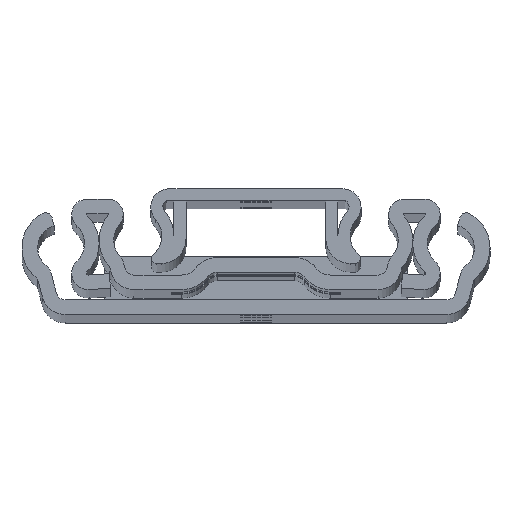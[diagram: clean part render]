
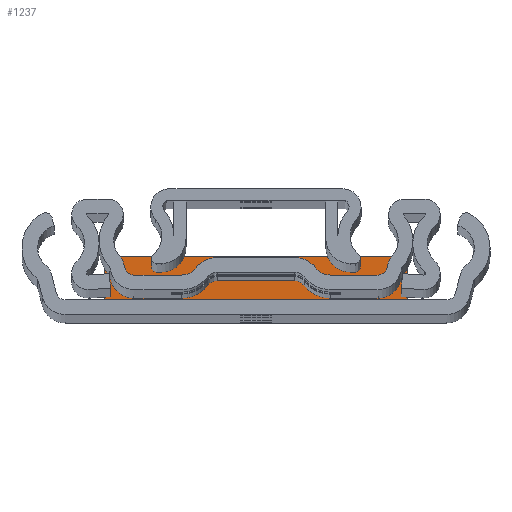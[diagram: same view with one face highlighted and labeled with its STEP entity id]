
A CAD part, top view. The second image highlights one B-rep face of the part: STEP entity #1237.
In plain terms, the highlighted planar face has unit normal (0, 0, 1).
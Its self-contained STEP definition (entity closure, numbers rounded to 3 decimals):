
#1056 = ORIENTED_EDGE ( 'NONE', *, *, #1341, .T. ) ;
#1057 = ORIENTED_EDGE ( 'NONE', *, *, #1340, .F. ) ;
#1058 = ORIENTED_EDGE ( 'NONE', *, *, #1337, .T. ) ;
#1059 = ORIENTED_EDGE ( 'NONE', *, *, #1342, .T. ) ;
#1237 = ADVANCED_FACE ( 'NONE', ( #7441 ), #6541, .F. ) ;
#1337 = EDGE_CURVE ( 'NONE', #11753, #11750, #8568, .T. ) ;
#1340 = EDGE_CURVE ( 'NONE', #11753, #11756, #8575, .T. ) ;
#1341 = EDGE_CURVE ( 'NONE', #11746, #11756, #8577, .T. ) ;
#1342 = EDGE_CURVE ( 'NONE', #11750, #11746, #8579, .T. ) ;
#1894 = EDGE_LOOP ( 'NONE', ( #1056, #1057, #1058, #1059 ) ) ;
#5021 = AXIS2_PLACEMENT_3D ( 'NONE', #6503, #6553, #6554 ) ;
#6503 = CARTESIAN_POINT ( 'NONE',  ( 25., 11., -404. ) ) ;
#6541 = PLANE ( 'NONE',  #5021 ) ;
#6553 = DIRECTION ( 'NONE',  ( 0., 0., -1. ) ) ;
#6554 = DIRECTION ( 'NONE',  ( -1., 0., 0. ) ) ;
#7441 = FACE_OUTER_BOUND ( 'NONE', #1894, .T. ) ;
#8568 = LINE ( 'NONE', #9252, #8570 ) ;
#8570 = VECTOR ( 'NONE', #9263, 1000. ) ;
#8575 = LINE ( 'NONE', #9268, #8576 ) ;
#8576 = VECTOR ( 'NONE', #9269, 1000. ) ;
#8577 = LINE ( 'NONE', #9270, #8578 ) ;
#8578 = VECTOR ( 'NONE', #9271, 1000. ) ;
#8579 = LINE ( 'NONE', #9272, #8580 ) ;
#8580 = VECTOR ( 'NONE', #9273, 1000. ) ;
#9252 = CARTESIAN_POINT ( 'NONE',  ( 25., -19.3, -404. ) ) ;
#9263 = DIRECTION ( 'NONE',  ( 0., 1., 0. ) ) ;
#9268 = CARTESIAN_POINT ( 'NONE',  ( 31.434, 2.4, -404. ) ) ;
#9269 = DIRECTION ( 'NONE',  ( -1., 0., 0. ) ) ;
#9270 = CARTESIAN_POINT ( 'NONE',  ( -25., -19.3, -404. ) ) ;
#9271 = DIRECTION ( 'NONE',  ( 0., -1., 0. ) ) ;
#9272 = CARTESIAN_POINT ( 'NONE',  ( -25., 11., -404. ) ) ;
#9273 = DIRECTION ( 'NONE',  ( -1., 0., 0. ) ) ;
#10603 = CARTESIAN_POINT ( 'NONE',  ( -25., 11., -404. ) ) ;
#10607 = CARTESIAN_POINT ( 'NONE',  ( 25., 11., -404. ) ) ;
#10610 = CARTESIAN_POINT ( 'NONE',  ( 25., 2.4, -404. ) ) ;
#10613 = CARTESIAN_POINT ( 'NONE',  ( -25., 2.4, -404. ) ) ;
#11746 = VERTEX_POINT ( 'NONE', #10603 ) ;
#11750 = VERTEX_POINT ( 'NONE', #10607 ) ;
#11753 = VERTEX_POINT ( 'NONE', #10610 ) ;
#11756 = VERTEX_POINT ( 'NONE', #10613 ) ;
